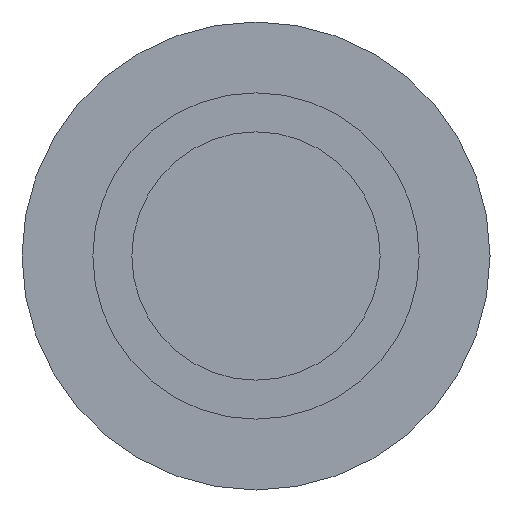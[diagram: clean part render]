
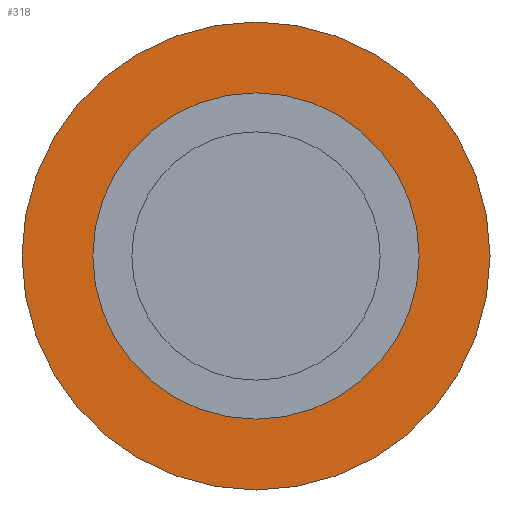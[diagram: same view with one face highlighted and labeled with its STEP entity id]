
A CAD part, front view. The second image highlights one B-rep face of the part: STEP entity #318.
In plain terms, the highlighted planar face has unit normal (0, -1, 0).
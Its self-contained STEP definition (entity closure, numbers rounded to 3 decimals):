
#6 = DIRECTION ( 'NONE',  ( 0., 0., 1. ) ) ;
#18 = ORIENTED_EDGE ( 'NONE', *, *, #80, .T. ) ;
#21 = EDGE_CURVE ( 'NONE', #446, #321, #48, .T. ) ;
#40 = FACE_BOUND ( 'NONE', #225, .T. ) ;
#41 = CIRCLE ( 'NONE', #265, 26.15 ) ;
#48 = CIRCLE ( 'NONE', #187, 37.5 ) ;
#61 = EDGE_CURVE ( 'NONE', #321, #446, #70, .T. ) ;
#65 = ORIENTED_EDGE ( 'NONE', *, *, #119, .T. ) ;
#69 = ORIENTED_EDGE ( 'NONE', *, *, #21, .F. ) ;
#70 = CIRCLE ( 'NONE', #199, 37.5 ) ;
#80 = EDGE_CURVE ( 'NONE', #411, #431, #41, .T. ) ;
#86 = DIRECTION ( 'NONE',  ( 0., 0., 1. ) ) ;
#93 = DIRECTION ( 'NONE',  ( 0., 0., 1. ) ) ;
#119 = EDGE_CURVE ( 'NONE', #431, #411, #128, .T. ) ;
#120 = CARTESIAN_POINT ( 'NONE',  ( 0., 0., 0. ) ) ;
#126 = CARTESIAN_POINT ( 'NONE',  ( 0., 0., 0. ) ) ;
#128 = CIRCLE ( 'NONE', #316, 26.15 ) ;
#158 = DIRECTION ( 'NONE',  ( 0., 0., 1. ) ) ;
#161 = DIRECTION ( 'NONE',  ( 0., 1., 0. ) ) ;
#187 = AXIS2_PLACEMENT_3D ( 'NONE', #294, #197, #6 ) ;
#197 = DIRECTION ( 'NONE',  ( 0., 1., 0. ) ) ;
#199 = AXIS2_PLACEMENT_3D ( 'NONE', #126, #334, #93 ) ;
#200 = CARTESIAN_POINT ( 'NONE',  ( 0., 0., 37.5 ) ) ;
#204 = CARTESIAN_POINT ( 'NONE',  ( 0., 0., -26.15 ) ) ;
#214 = CARTESIAN_POINT ( 'NONE',  ( 0., 0., 26.15 ) ) ;
#225 = EDGE_LOOP ( 'NONE', ( #18, #65 ) ) ;
#238 = ORIENTED_EDGE ( 'NONE', *, *, #61, .F. ) ;
#265 = AXIS2_PLACEMENT_3D ( 'NONE', #288, #161, #158 ) ;
#288 = CARTESIAN_POINT ( 'NONE',  ( 0., 0., 0. ) ) ;
#294 = CARTESIAN_POINT ( 'NONE',  ( 0., 0., 0. ) ) ;
#296 = CARTESIAN_POINT ( 'NONE',  ( 0., 0., -37.5 ) ) ;
#307 = AXIS2_PLACEMENT_3D ( 'NONE', #364, #330, #328 ) ;
#316 = AXIS2_PLACEMENT_3D ( 'NONE', #120, #327, #86 ) ;
#318 = ADVANCED_FACE ( 'NONE', ( #40, #336 ), #335, .T. ) ;
#321 = VERTEX_POINT ( 'NONE', #296 ) ;
#327 = DIRECTION ( 'NONE',  ( 0., 1., 0. ) ) ;
#328 = DIRECTION ( 'NONE',  ( 0., 0., -1. ) ) ;
#330 = DIRECTION ( 'NONE',  ( 0., -1., 0. ) ) ;
#334 = DIRECTION ( 'NONE',  ( 0., 1., 0. ) ) ;
#335 = PLANE ( 'NONE',  #307 ) ;
#336 = FACE_OUTER_BOUND ( 'NONE', #426, .T. ) ;
#364 = CARTESIAN_POINT ( 'NONE',  ( -26.15, 0., 0. ) ) ;
#411 = VERTEX_POINT ( 'NONE', #214 ) ;
#426 = EDGE_LOOP ( 'NONE', ( #69, #238 ) ) ;
#431 = VERTEX_POINT ( 'NONE', #204 ) ;
#446 = VERTEX_POINT ( 'NONE', #200 ) ;
